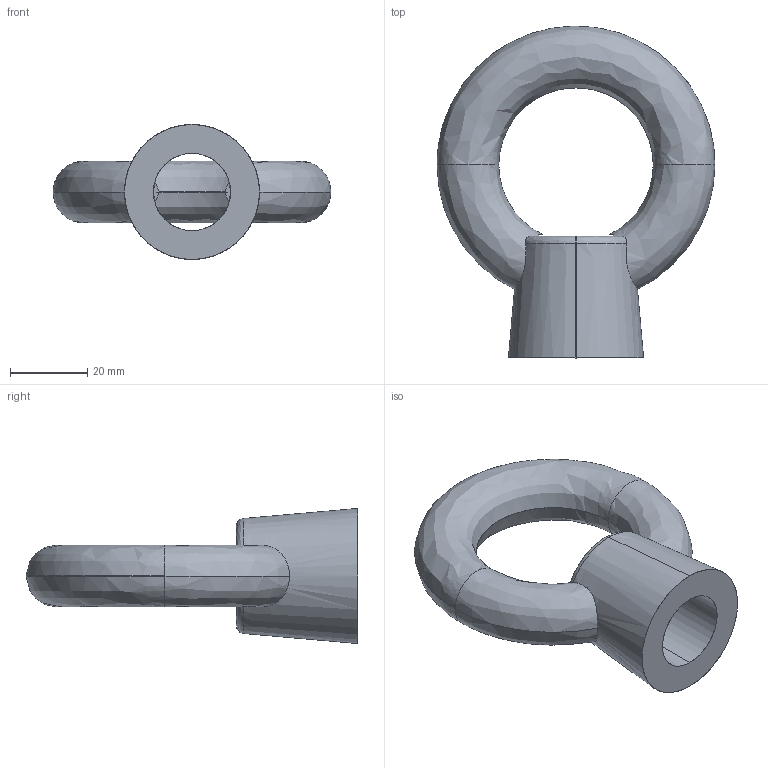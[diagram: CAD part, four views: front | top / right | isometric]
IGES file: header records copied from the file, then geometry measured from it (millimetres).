
Start section: SolidWorks IGES file using analytic representation for surfaces
Global section: file name: B-1132-20_.IGS; native system: SolidWorks 2014; preprocessor: SolidWorks 2014; author: 0913an; date: 180919.142656; units: millimetre
Bounding box: 72 x 85.99 x 35 mm (x, y, z)
Surface area: 13160 mm2 (no closed solid volume)
Topology: 0 solids, 0 shells, 18 faces, 454 edges, 454 vertices
Faces by surface type: bspline 14, revolution 4
